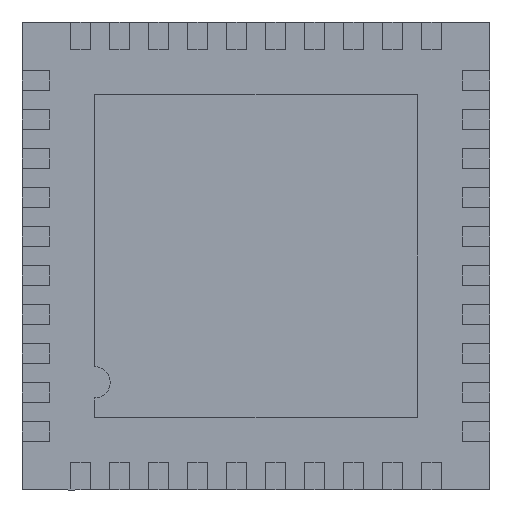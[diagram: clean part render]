
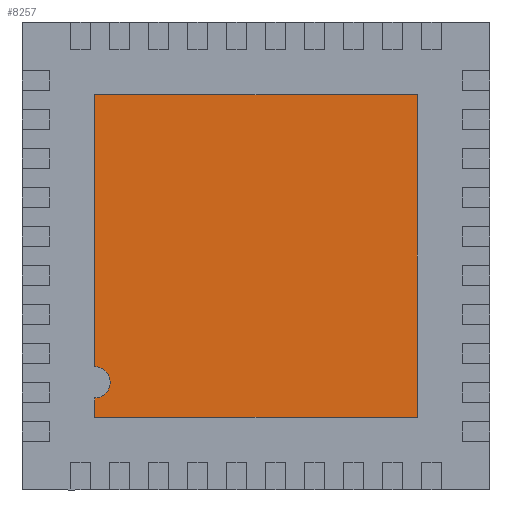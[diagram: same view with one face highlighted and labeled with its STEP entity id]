
A CAD part, front view. The second image highlights one B-rep face of the part: STEP entity #8257.
In plain terms, the highlighted planar face has unit normal (0, -1, 0).
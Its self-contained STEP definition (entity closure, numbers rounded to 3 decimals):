
#265 = VERTEX_POINT ( 'NONE', #13457 ) ;
#2297 = CARTESIAN_POINT ( 'NONE',  ( 2.07, 0., -2.07 ) ) ;
#2869 = ORIENTED_EDGE ( 'NONE', *, *, #3011, .T. ) ;
#2924 = ORIENTED_EDGE ( 'NONE', *, *, #5445, .T. ) ;
#3007 = EDGE_CURVE ( 'NONE', #265, #4370, #8834, .T. ) ;
#3011 = EDGE_CURVE ( 'NONE', #11859, #21214, #12726, .T. ) ;
#3654 = DIRECTION ( 'NONE',  ( -1., 0., 0. ) ) ;
#4370 = VERTEX_POINT ( 'NONE', #19923 ) ;
#5002 = EDGE_CURVE ( 'NONE', #21214, #6384, #21690, .T. ) ;
#5445 = EDGE_CURVE ( 'NONE', #6384, #265, #18552, .T. ) ;
#6384 = VERTEX_POINT ( 'NONE', #16959 ) ;
#6543 = DIRECTION ( 'NONE',  ( 0., 0., 1. ) ) ;
#6879 = VECTOR ( 'NONE', #7409, 1000. ) ;
#7308 = DIRECTION ( 'NONE',  ( 0., 0., -1. ) ) ;
#7409 = DIRECTION ( 'NONE',  ( 1., 0., 0. ) ) ;
#8022 = EDGE_LOOP ( 'NONE', ( #19040, #13064, #2869, #18782, #2924, #13188 ) ) ;
#8224 = CARTESIAN_POINT ( 'NONE',  ( 0., 0., 0. ) ) ;
#8257 = ADVANCED_FACE ( 'NONE', ( #10872 ), #13700, .F. ) ;
#8818 = CIRCLE ( 'NONE', #22710, 0.2 ) ;
#8834 = LINE ( 'NONE', #12672, #21385 ) ;
#9114 = VECTOR ( 'NONE', #14682, 1000. ) ;
#9300 = CARTESIAN_POINT ( 'NONE',  ( -2.07, 0., 2.07 ) ) ;
#9397 = EDGE_CURVE ( 'NONE', #4370, #20704, #19976, .T. ) ;
#10872 = FACE_OUTER_BOUND ( 'NONE', #8022, .T. ) ;
#11036 = AXIS2_PLACEMENT_3D ( 'NONE', #8224, #17275, #6543 ) ;
#11859 = VERTEX_POINT ( 'NONE', #20295 ) ;
#12481 = DIRECTION ( 'NONE',  ( 0., -1., 0. ) ) ;
#12672 = CARTESIAN_POINT ( 'NONE',  ( 2.07, 0., 2.07 ) ) ;
#12726 = LINE ( 'NONE', #17986, #19156 ) ;
#13064 = ORIENTED_EDGE ( 'NONE', *, *, #17237, .F. ) ;
#13188 = ORIENTED_EDGE ( 'NONE', *, *, #3007, .T. ) ;
#13457 = CARTESIAN_POINT ( 'NONE',  ( 2.07, 0., 2.07 ) ) ;
#13700 = PLANE ( 'NONE',  #11036 ) ;
#13735 = CARTESIAN_POINT ( 'NONE',  ( -2.07, 0., -1.42 ) ) ;
#14682 = DIRECTION ( 'NONE',  ( 0., 0., -1. ) ) ;
#16959 = CARTESIAN_POINT ( 'NONE',  ( 2.07, 0., -2.07 ) ) ;
#17175 = VECTOR ( 'NONE', #23151, 1000. ) ;
#17237 = EDGE_CURVE ( 'NONE', #11859, #20704, #8818, .T. ) ;
#17275 = DIRECTION ( 'NONE',  ( 0., 1., 0. ) ) ;
#17986 = CARTESIAN_POINT ( 'NONE',  ( -2.07, 0., 2.07 ) ) ;
#18018 = CARTESIAN_POINT ( 'NONE',  ( -2.07, 0., -1.62 ) ) ;
#18552 = LINE ( 'NONE', #19705, #17175 ) ;
#18782 = ORIENTED_EDGE ( 'NONE', *, *, #5002, .T. ) ;
#19040 = ORIENTED_EDGE ( 'NONE', *, *, #9397, .T. ) ;
#19156 = VECTOR ( 'NONE', #21325, 1000. ) ;
#19705 = CARTESIAN_POINT ( 'NONE',  ( 2.07, 0., 2.07 ) ) ;
#19923 = CARTESIAN_POINT ( 'NONE',  ( -2.07, 0., 2.07 ) ) ;
#19976 = LINE ( 'NONE', #9300, #9114 ) ;
#20295 = CARTESIAN_POINT ( 'NONE',  ( -2.07, 0., -1.82 ) ) ;
#20468 = CARTESIAN_POINT ( 'NONE',  ( -2.07, 0., -2.07 ) ) ;
#20704 = VERTEX_POINT ( 'NONE', #13735 ) ;
#21214 = VERTEX_POINT ( 'NONE', #20468 ) ;
#21325 = DIRECTION ( 'NONE',  ( 0., 0., -1. ) ) ;
#21385 = VECTOR ( 'NONE', #3654, 1000. ) ;
#21690 = LINE ( 'NONE', #2297, #6879 ) ;
#22710 = AXIS2_PLACEMENT_3D ( 'NONE', #18018, #12481, #7308 ) ;
#23151 = DIRECTION ( 'NONE',  ( 0., 0., 1. ) ) ;
